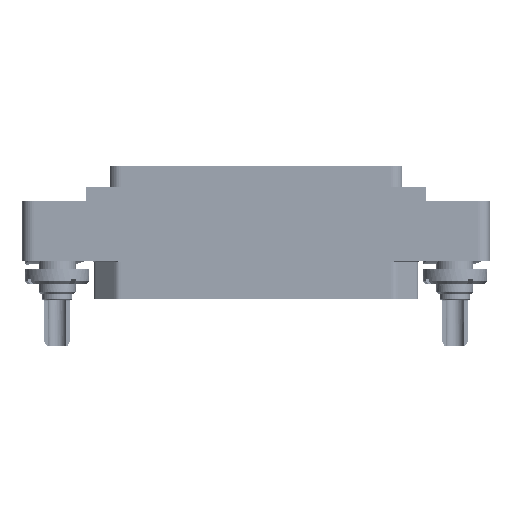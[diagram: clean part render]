
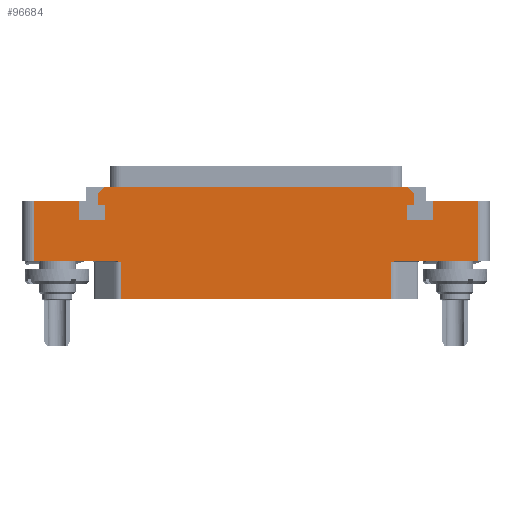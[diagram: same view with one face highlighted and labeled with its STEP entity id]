
A CAD part, top view. The second image highlights one B-rep face of the part: STEP entity #96684.
In plain terms, the highlighted planar face has unit normal (0, 0, 1).
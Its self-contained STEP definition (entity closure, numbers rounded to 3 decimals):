
#1=DIRECTION('',(1.,0.,0.));
#2=VECTOR('',#1,7.8);
#3=CARTESIAN_POINT('',(-38.,10.25,7.));
#4=LINE('',#3,#2);
#5=DIRECTION('',(0.,-1.,0.));
#6=VECTOR('',#5,3.2);
#7=CARTESIAN_POINT('',(-30.2,10.25,7.));
#8=LINE('',#7,#6);
#9=DIRECTION('',(1.,0.,0.));
#10=VECTOR('',#9,4.4);
#11=CARTESIAN_POINT('',(-30.2,7.05,7.));
#12=LINE('',#11,#10);
#13=DIRECTION('',(0.,1.,0.));
#14=VECTOR('',#13,2.6);
#15=CARTESIAN_POINT('',(-25.8,7.05,7.));
#16=LINE('',#15,#14);
#17=DIRECTION('',(-1.,0.,0.));
#18=VECTOR('',#17,1.2);
#19=CARTESIAN_POINT('',(-25.8,9.65,7.));
#20=LINE('',#19,#18);
#21=DIRECTION('',(0.,-1.,0.));
#22=VECTOR('',#21,1.9);
#23=CARTESIAN_POINT('',(-27.,11.55,7.));
#24=LINE('',#23,#22);
#25=DIRECTION('',(1.,0.,0.));
#26=VECTOR('',#25,51.6);
#27=CARTESIAN_POINT('',(-25.8,12.75,7.));
#28=LINE('',#27,#26);
#29=DIRECTION('',(0.,-1.,0.));
#30=VECTOR('',#29,1.9);
#31=CARTESIAN_POINT('',(27.,11.55,7.));
#32=LINE('',#31,#30);
#33=DIRECTION('',(-1.,0.,0.));
#34=VECTOR('',#33,1.2);
#35=CARTESIAN_POINT('',(27.,9.65,7.));
#36=LINE('',#35,#34);
#37=DIRECTION('',(0.,-1.,0.));
#38=VECTOR('',#37,2.6);
#39=CARTESIAN_POINT('',(25.8,9.65,7.));
#40=LINE('',#39,#38);
#41=DIRECTION('',(1.,0.,0.));
#42=VECTOR('',#41,4.4);
#43=CARTESIAN_POINT('',(25.8,7.05,7.));
#44=LINE('',#43,#42);
#45=DIRECTION('',(0.,1.,0.));
#46=VECTOR('',#45,3.2);
#47=CARTESIAN_POINT('',(30.2,7.05,7.));
#48=LINE('',#47,#46);
#49=DIRECTION('',(1.,0.,0.));
#50=VECTOR('',#49,7.8);
#51=CARTESIAN_POINT('',(30.2,10.25,7.));
#52=LINE('',#51,#50);
#109=DIRECTION('',(1.,0.,0.));
#110=VECTOR('',#109,14.082);
#111=CARTESIAN_POINT('',(23.918,0.,7.));
#112=LINE('',#111,#110);
#3688=DIRECTION('',(-1.,0.,0.));
#3689=VECTOR('',#3688,46.236);
#3690=CARTESIAN_POINT('',(23.118,-6.5,7.));
#3691=LINE('',#3690,#3689);
#3779=DIRECTION('',(1.,0.,0.));
#3780=VECTOR('',#3779,14.082);
#3781=CARTESIAN_POINT('',(-38.,0.,7.));
#3782=LINE('',#3781,#3780);
#7215=DIRECTION('',(0.,-1.,0.));
#7216=VECTOR('',#7215,10.25);
#7217=CARTESIAN_POINT('',(-38.,10.25,7.));
#7218=LINE('',#7217,#7216);
#7453=DIRECTION('',(0.707,-0.707,0.));
#7454=VECTOR('',#7453,1.697);
#7455=CARTESIAN_POINT('',(25.8,12.75,7.));
#7456=LINE('',#7455,#7454);
#7461=DIRECTION('',(-0.707,-0.707,0.));
#7462=VECTOR('',#7461,1.697);
#7463=CARTESIAN_POINT('',(-25.8,12.75,7.));
#7464=LINE('',#7463,#7462);
#77988=CARTESIAN_POINT('',(-23.918,0.,7.));
#77989=CARTESIAN_POINT('',(-23.907,0.,7.));
#77990=CARTESIAN_POINT('',(-23.884,0.,7.));
#77991=CARTESIAN_POINT('',(-23.85,-0.002,7.));
#77992=CARTESIAN_POINT('',(-23.814,-0.005,7.));
#77993=CARTESIAN_POINT('',(-23.776,-0.01,7.));
#77994=CARTESIAN_POINT('',(-23.734,-0.016,7.));
#77995=CARTESIAN_POINT('',(-23.688,-0.024,7.));
#77996=CARTESIAN_POINT('',(-23.636,-0.035,7.));
#77997=CARTESIAN_POINT('',(-23.577,-0.049,7.));
#77998=CARTESIAN_POINT('',(-23.515,-0.066,7.));
#77999=CARTESIAN_POINT('',(-23.451,-0.085,7.));
#78000=CARTESIAN_POINT('',(-23.385,-0.106,7.));
#78001=CARTESIAN_POINT('',(-23.318,-0.128,7.));
#78002=CARTESIAN_POINT('',(-23.251,-0.152,7.));
#78003=CARTESIAN_POINT('',(-23.184,-0.176,7.));
#78004=CARTESIAN_POINT('',(-23.14,-0.192,7.));
#78005=CARTESIAN_POINT('',(-23.118,-0.2,7.));
#78007=DIRECTION('',(0.,1.,0.));
#78008=VECTOR('',#78007,6.3);
#78009=CARTESIAN_POINT('',(-23.118,-6.5,7.));
#78010=LINE('',#78009,#78008);
#78083=DIRECTION('',(0.,1.,0.));
#78084=VECTOR('',#78083,6.3);
#78085=CARTESIAN_POINT('',(23.118,-6.5,7.));
#78086=LINE('',#78085,#78084);
#78092=CARTESIAN_POINT('',(23.118,-0.2,7.));
#78093=CARTESIAN_POINT('',(23.14,-0.192,7.));
#78094=CARTESIAN_POINT('',(23.184,-0.176,7.));
#78095=CARTESIAN_POINT('',(23.251,-0.152,7.));
#78096=CARTESIAN_POINT('',(23.318,-0.128,7.));
#78097=CARTESIAN_POINT('',(23.385,-0.106,7.));
#78098=CARTESIAN_POINT('',(23.451,-0.085,7.));
#78099=CARTESIAN_POINT('',(23.515,-0.066,7.));
#78100=CARTESIAN_POINT('',(23.577,-0.049,7.));
#78101=CARTESIAN_POINT('',(23.636,-0.035,7.));
#78102=CARTESIAN_POINT('',(23.688,-0.024,7.));
#78103=CARTESIAN_POINT('',(23.734,-0.016,7.));
#78104=CARTESIAN_POINT('',(23.776,-0.01,7.));
#78105=CARTESIAN_POINT('',(23.814,-0.005,7.));
#78106=CARTESIAN_POINT('',(23.85,-0.002,7.));
#78107=CARTESIAN_POINT('',(23.884,0.,7.));
#78108=CARTESIAN_POINT('',(23.907,0.,7.));
#78109=CARTESIAN_POINT('',(23.918,0.,7.));
#78157=DIRECTION('',(0.,1.,0.));
#78158=VECTOR('',#78157,10.25);
#78159=CARTESIAN_POINT('',(38.,0.,7.));
#78160=LINE('',#78159,#78158);
#80694=CARTESIAN_POINT('',(-30.2,10.25,7.));
#80695=CARTESIAN_POINT('',(-30.2,7.05,7.));
#80696=VERTEX_POINT('',#80694);
#80697=VERTEX_POINT('',#80695);
#80698=CARTESIAN_POINT('',(-25.8,7.05,7.));
#80699=VERTEX_POINT('',#80698);
#80700=CARTESIAN_POINT('',(-25.8,9.65,7.));
#80701=VERTEX_POINT('',#80700);
#80702=CARTESIAN_POINT('',(-27.,9.65,7.));
#80703=VERTEX_POINT('',#80702);
#80704=CARTESIAN_POINT('',(27.,9.65,7.));
#80705=CARTESIAN_POINT('',(25.8,9.65,7.));
#80706=VERTEX_POINT('',#80704);
#80707=VERTEX_POINT('',#80705);
#80708=CARTESIAN_POINT('',(25.8,7.05,7.));
#80709=VERTEX_POINT('',#80708);
#80710=CARTESIAN_POINT('',(30.2,7.05,7.));
#80711=VERTEX_POINT('',#80710);
#80712=CARTESIAN_POINT('',(30.2,10.25,7.));
#80713=VERTEX_POINT('',#80712);
#80718=CARTESIAN_POINT('',(-27.,11.55,7.));
#80720=VERTEX_POINT('',#80718);
#80722=CARTESIAN_POINT('',(-25.8,12.75,7.));
#80723=VERTEX_POINT('',#80722);
#80724=CARTESIAN_POINT('',(27.,11.55,7.));
#80726=VERTEX_POINT('',#80724);
#80728=CARTESIAN_POINT('',(25.8,12.75,7.));
#80729=VERTEX_POINT('',#80728);
#80806=CARTESIAN_POINT('',(38.,0.,7.));
#80807=CARTESIAN_POINT('',(38.,10.25,7.));
#80808=VERTEX_POINT('',#80806);
#80809=VERTEX_POINT('',#80807);
#80814=CARTESIAN_POINT('',(-38.,10.25,7.));
#80815=CARTESIAN_POINT('',(-38.,0.,7.));
#80816=VERTEX_POINT('',#80814);
#80817=VERTEX_POINT('',#80815);
#81039=CARTESIAN_POINT('',(23.118,-6.5,7.));
#81041=VERTEX_POINT('',#81039);
#81042=CARTESIAN_POINT('',(-23.118,-6.5,7.));
#81044=VERTEX_POINT('',#81042);
#81074=CARTESIAN_POINT('',(-23.118,-0.2,7.));
#81075=VERTEX_POINT('',#81074);
#81076=CARTESIAN_POINT('',(-23.918,0.,7.));
#81077=VERTEX_POINT('',#81076);
#81078=CARTESIAN_POINT('',(23.118,-0.2,7.));
#81080=VERTEX_POINT('',#81078);
#81082=CARTESIAN_POINT('',(23.918,0.,7.));
#81084=VERTEX_POINT('',#81082);
#96629=CARTESIAN_POINT('',(0.,0.,7.));
#96630=DIRECTION('',(0.,0.,-1.));
#96631=DIRECTION('',(-1.,0.,0.));
#96632=AXIS2_PLACEMENT_3D('',#96629,#96630,#96631);
#96633=PLANE('',#96632);
#96635=ORIENTED_EDGE('',*,*,#96634,.F.);
#96637=ORIENTED_EDGE('',*,*,#96636,.F.);
#96639=ORIENTED_EDGE('',*,*,#96638,.F.);
#96641=ORIENTED_EDGE('',*,*,#96640,.T.);
#96643=ORIENTED_EDGE('',*,*,#96642,.T.);
#96645=ORIENTED_EDGE('',*,*,#96644,.F.);
#96647=ORIENTED_EDGE('',*,*,#96646,.F.);
#96649=ORIENTED_EDGE('',*,*,#96648,.F.);
#96651=ORIENTED_EDGE('',*,*,#96650,.T.);
#96653=ORIENTED_EDGE('',*,*,#96652,.T.);
#96655=ORIENTED_EDGE('',*,*,#96654,.T.);
#96657=ORIENTED_EDGE('',*,*,#96656,.T.);
#96659=ORIENTED_EDGE('',*,*,#96658,.T.);
#96661=ORIENTED_EDGE('',*,*,#96660,.F.);
#96663=ORIENTED_EDGE('',*,*,#96662,.F.);
#96665=ORIENTED_EDGE('',*,*,#96664,.T.);
#96667=ORIENTED_EDGE('',*,*,#96666,.T.);
#96669=ORIENTED_EDGE('',*,*,#96668,.T.);
#96671=ORIENTED_EDGE('',*,*,#96670,.T.);
#96673=ORIENTED_EDGE('',*,*,#96672,.T.);
#96675=ORIENTED_EDGE('',*,*,#96674,.T.);
#96677=ORIENTED_EDGE('',*,*,#96676,.T.);
#96679=ORIENTED_EDGE('',*,*,#96678,.T.);
#96681=ORIENTED_EDGE('',*,*,#96680,.F.);
#96682=EDGE_LOOP('',(#96635,#96637,#96639,#96641,#96643,#96645,#96647,#96649,
#96651,#96653,#96655,#96657,#96659,#96661,#96663,#96665,#96667,#96669,#96671,
#96673,#96675,#96677,#96679,#96681));
#96683=FACE_OUTER_BOUND('',#96682,.F.);
#96684=ADVANCED_FACE('',(#96683),#96633,.F.);
#78006=B_SPLINE_CURVE_WITH_KNOTS('',3,(#77988,#77989,#77990,#77991,#77992,
#77993,#77994,#77995,#77996,#77997,#77998,#77999,#78000,#78001,#78002,#78003,
#78004,#78005),.UNSPECIFIED.,.F.,.F.,(4,1,1,1,1,1,1,1,1,1,1,1,1,1,1,4),(0.,
0.067,0.133,0.2,0.267,0.333,
0.4,0.467,0.533,0.6,0.667,
0.733,0.8,0.867,0.933,1.),
.UNSPECIFIED.);
#78110=B_SPLINE_CURVE_WITH_KNOTS('',3,(#78092,#78093,#78094,#78095,#78096,
#78097,#78098,#78099,#78100,#78101,#78102,#78103,#78104,#78105,#78106,#78107,
#78108,#78109),.UNSPECIFIED.,.F.,.F.,(4,1,1,1,1,1,1,1,1,1,1,1,1,1,1,4),(0.,
0.067,0.133,0.2,0.267,0.333,
0.4,0.467,0.533,0.6,0.667,
0.733,0.8,0.867,0.933,1.),
.UNSPECIFIED.);
#96634=EDGE_CURVE('',#81084,#80808,#112,.T.);
#96636=EDGE_CURVE('',#81080,#81084,#78110,.T.);
#96638=EDGE_CURVE('',#81041,#81080,#78086,.T.);
#96640=EDGE_CURVE('',#81041,#81044,#3691,.T.);
#96642=EDGE_CURVE('',#81044,#81075,#78010,.T.);
#96644=EDGE_CURVE('',#81077,#81075,#78006,.T.);
#96646=EDGE_CURVE('',#80817,#81077,#3782,.T.);
#96648=EDGE_CURVE('',#80816,#80817,#7218,.T.);
#96650=EDGE_CURVE('',#80816,#80696,#4,.T.);
#96652=EDGE_CURVE('',#80696,#80697,#8,.T.);
#96654=EDGE_CURVE('',#80697,#80699,#12,.T.);
#96656=EDGE_CURVE('',#80699,#80701,#16,.T.);
#96658=EDGE_CURVE('',#80701,#80703,#20,.T.);
#96660=EDGE_CURVE('',#80720,#80703,#24,.T.);
#96662=EDGE_CURVE('',#80723,#80720,#7464,.T.);
#96664=EDGE_CURVE('',#80723,#80729,#28,.T.);
#96666=EDGE_CURVE('',#80729,#80726,#7456,.T.);
#96668=EDGE_CURVE('',#80726,#80706,#32,.T.);
#96670=EDGE_CURVE('',#80706,#80707,#36,.T.);
#96672=EDGE_CURVE('',#80707,#80709,#40,.T.);
#96674=EDGE_CURVE('',#80709,#80711,#44,.T.);
#96676=EDGE_CURVE('',#80711,#80713,#48,.T.);
#96678=EDGE_CURVE('',#80713,#80809,#52,.T.);
#96680=EDGE_CURVE('',#80808,#80809,#78160,.T.);
